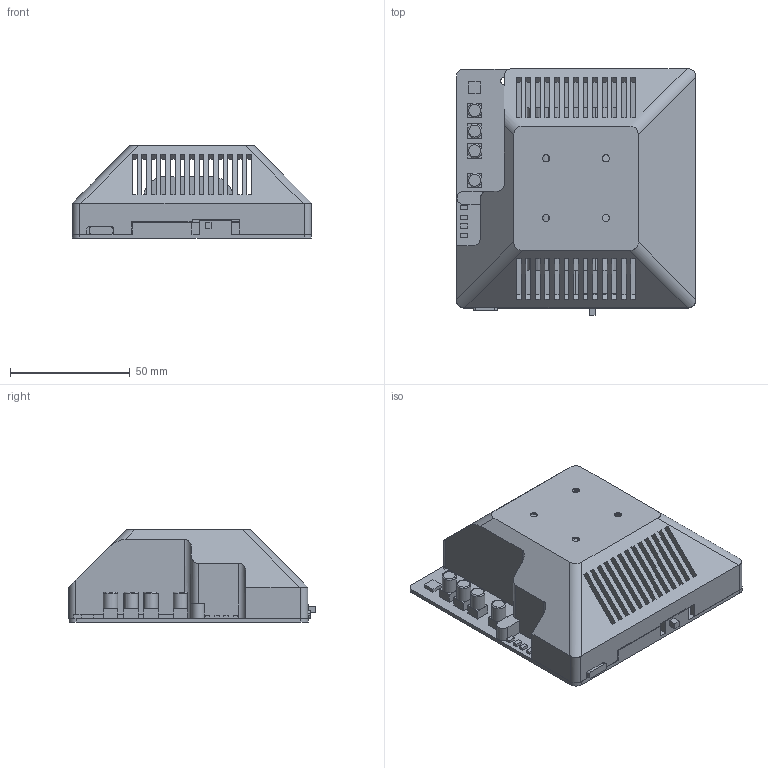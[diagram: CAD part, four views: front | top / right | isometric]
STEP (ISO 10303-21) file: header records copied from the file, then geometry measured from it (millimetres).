
FILE_DESCRIPTION(/* description */ (''),/* implementation_level */ '2;1');
FILE_NAME(/* name */ 'test_fit.stp',/* time_stamp */ '2024-03-31T15:14:23+08:00',/* author */ ('Toby'),/* organization */ (''),/* preprocessor_version */ 'ST-DEVELOPER v18.1',/* originating_system */ 'Autodesk Inventor 2021',/* authorisation */ '');
FILE_SCHEMA (('AUTOMOTIVE_DESIGN { 1 0 10303 214 3 1 1 }'));
Length unit declared in the file: millimetre
Products named in the file (4): test_fit; pcb_mockup; front-case; battery_mockup
Assembly tree (3 placements, depth 2):
  test_fit
    pcb_mockup
    front-case
    battery_mockup
Bounding box: 100.01 x 103.08 x 38.65 mm (x, y, z)
Volume: 116278.7 mm3; surface area: 65676.6 mm2
Topology: 3 solids, 3 shells, 336 faces, 967 edges, 642 vertices
Faces by surface type: plane 262, cylinder 61, cone 9, torus 4
Full cylindrical faces by diameter (mm): 3 x15, 6 x4
Entity records: 11265 total; most frequent: CARTESIAN_POINT 2000, ORIENTED_EDGE 1924, DIRECTION 1834, EDGE_CURVE 962, LINE 766, VECTOR 766, VERTEX_POINT 642, AXIS2_PLACEMENT_3D 534
